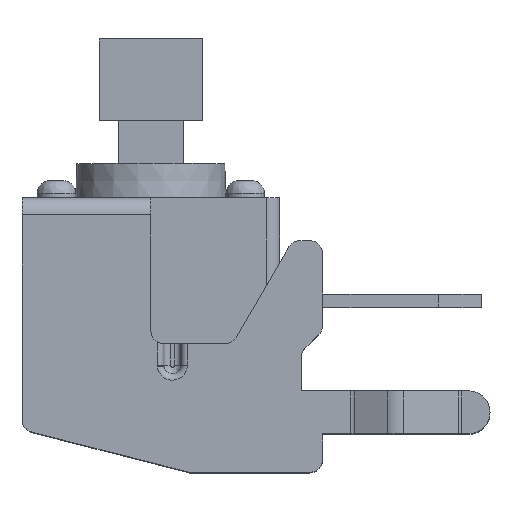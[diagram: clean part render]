
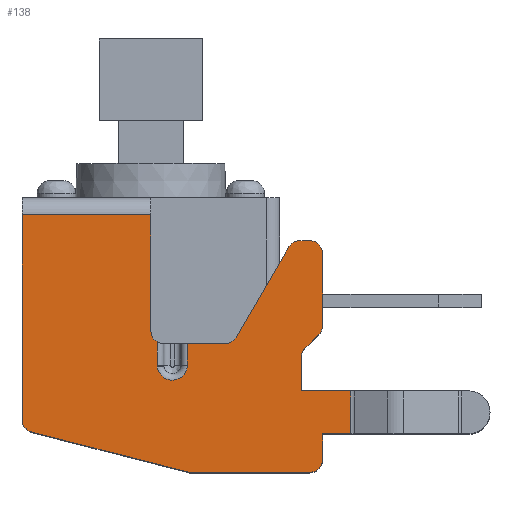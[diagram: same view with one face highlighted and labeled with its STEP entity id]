
A CAD part, top view. The second image highlights one B-rep face of the part: STEP entity #138.
In plain terms, the highlighted planar face has unit normal (0, 0, 1).
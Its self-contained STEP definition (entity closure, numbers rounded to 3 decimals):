
#138=ADVANCED_FACE('',(#908),#909,.F.);
#908=FACE_OUTER_BOUND('',#2513,.T.);
#909=PLANE('',#2514);
#2513=EDGE_LOOP('',(#4870,#4871,#4872,#4873,#4874,#4875,#4876,#4877,#4878,#4879,#4880,#4881,#4882,#4883,#4884,#4885,#4886,#4887,#4888,#4889,#4890,#4891,#4892,#4893,#4894,#4895,#4896));
#2514=AXIS2_PLACEMENT_3D('',#4897,#4898,#4899);
#4870=ORIENTED_EDGE('',*,*,#9431,.T.);
#4871=ORIENTED_EDGE('',*,*,#9427,.F.);
#4872=ORIENTED_EDGE('',*,*,#10018,.T.);
#4873=ORIENTED_EDGE('',*,*,#10019,.F.);
#4874=ORIENTED_EDGE('',*,*,#10020,.T.);
#4875=ORIENTED_EDGE('',*,*,#10021,.F.);
#4876=ORIENTED_EDGE('',*,*,#10022,.F.);
#4877=ORIENTED_EDGE('',*,*,#10023,.T.);
#4878=ORIENTED_EDGE('',*,*,#10024,.F.);
#4879=ORIENTED_EDGE('',*,*,#10025,.F.);
#4880=ORIENTED_EDGE('',*,*,#10026,.F.);
#4881=ORIENTED_EDGE('',*,*,#10027,.F.);
#4882=ORIENTED_EDGE('',*,*,#10028,.T.);
#4883=ORIENTED_EDGE('',*,*,#10029,.T.);
#4884=ORIENTED_EDGE('',*,*,#10030,.T.);
#4885=ORIENTED_EDGE('',*,*,#10031,.T.);
#4886=ORIENTED_EDGE('',*,*,#10032,.F.);
#4887=ORIENTED_EDGE('',*,*,#10033,.T.);
#4888=ORIENTED_EDGE('',*,*,#10034,.F.);
#4889=ORIENTED_EDGE('',*,*,#10035,.T.);
#4890=ORIENTED_EDGE('',*,*,#10036,.F.);
#4891=ORIENTED_EDGE('',*,*,#10037,.T.);
#4892=ORIENTED_EDGE('',*,*,#9444,.F.);
#4893=ORIENTED_EDGE('',*,*,#10038,.T.);
#4894=ORIENTED_EDGE('',*,*,#9316,.T.);
#4895=ORIENTED_EDGE('',*,*,#10039,.T.);
#4896=ORIENTED_EDGE('',*,*,#9433,.T.);
#4897=CARTESIAN_POINT('',(0.0,0.0,3.75));
#4898=DIRECTION('',(0.0,0.0,-1.0));
#4899=DIRECTION('',(0.0,-1.0,0.0));
#9316=EDGE_CURVE('',#11170,#11167,#11171,.T.);
#9427=EDGE_CURVE('',#11370,#11372,#11373,.T.);
#9431=EDGE_CURVE('',#11379,#11372,#11380,.T.);
#9433=EDGE_CURVE('',#11382,#11379,#11383,.T.);
#9444=EDGE_CURVE('',#11400,#11402,#11403,.T.);
#10018=EDGE_CURVE('',#11370,#12496,#12498,.T.);
#10019=EDGE_CURVE('',#12499,#12496,#12500,.T.);
#10020=EDGE_CURVE('',#12499,#12501,#12502,.T.);
#10021=EDGE_CURVE('',#12503,#12501,#12504,.T.);
#10022=EDGE_CURVE('',#12505,#12503,#12506,.T.);
#10023=EDGE_CURVE('',#12505,#12507,#12508,.T.);
#10024=EDGE_CURVE('',#12509,#12507,#12510,.T.);
#10025=EDGE_CURVE('',#12511,#12509,#12512,.T.);
#10026=EDGE_CURVE('',#12513,#12511,#12514,.T.);
#10027=EDGE_CURVE('',#12515,#12513,#12516,.T.);
#10028=EDGE_CURVE('',#12515,#12517,#12518,.T.);
#10029=EDGE_CURVE('',#12517,#12519,#12520,.T.);
#10030=EDGE_CURVE('',#12519,#12521,#12522,.T.);
#10031=EDGE_CURVE('',#12521,#12523,#12524,.T.);
#10032=EDGE_CURVE('',#12525,#12523,#12526,.T.);
#10033=EDGE_CURVE('',#12525,#12527,#12528,.T.);
#10034=EDGE_CURVE('',#12529,#12527,#12530,.T.);
#10035=EDGE_CURVE('',#12529,#12531,#12532,.T.);
#10036=EDGE_CURVE('',#12533,#12531,#12534,.T.);
#10037=EDGE_CURVE('',#12533,#11402,#12535,.T.);
#10038=EDGE_CURVE('',#11400,#11170,#12536,.T.);
#10039=EDGE_CURVE('',#11167,#11382,#12537,.T.);
#11167=VERTEX_POINT('',#14225);
#11170=VERTEX_POINT('',#14228);
#11171=CIRCLE('',#14229,0.35);
#11370=VERTEX_POINT('',#14490);
#11372=VERTEX_POINT('',#14492);
#11373=LINE('',#14493,#14494);
#11379=VERTEX_POINT('',#14502);
#11380=CIRCLE('',#14503,0.3);
#11382=VERTEX_POINT('',#14512);
#11383=LINE('',#14513,#14514);
#11400=VERTEX_POINT('',#14536);
#11402=VERTEX_POINT('',#14538);
#11403=LINE('',#14539,#14540);
#12496=VERTEX_POINT('',#16134);
#12498=LINE('',#16136,#16137);
#12499=VERTEX_POINT('',#16138);
#12500=LINE('',#16139,#16140);
#12501=VERTEX_POINT('',#16141);
#12502=CIRCLE('',#16142,0.3);
#12503=VERTEX_POINT('',#16143);
#12504=LINE('',#16144,#16145);
#12505=VERTEX_POINT('',#16146);
#12506=LINE('',#16147,#16148);
#12507=VERTEX_POINT('',#16149);
#12508=CIRCLE('',#16150,0.3);
#12509=VERTEX_POINT('',#16151);
#12510=LINE('',#16152,#16153);
#12511=VERTEX_POINT('',#16154);
#12512=LINE('',#16155,#16156);
#12513=VERTEX_POINT('',#16157);
#12514=LINE('',#16158,#16159);
#12515=VERTEX_POINT('',#16160);
#12516=LINE('',#16161,#16162);
#12517=VERTEX_POINT('',#16163);
#12518=LINE('',#16164,#16165);
#12519=VERTEX_POINT('',#16166);
#12520=CIRCLE('',#16167,0.3);
#12521=VERTEX_POINT('',#16168);
#12522=LINE('',#16169,#16170);
#12523=VERTEX_POINT('',#16171);
#12524=CIRCLE('',#16172,0.3);
#12525=VERTEX_POINT('',#16173);
#12526=LINE('',#16174,#16175);
#12527=VERTEX_POINT('',#16176);
#12528=CIRCLE('',#16177,0.3);
#12529=VERTEX_POINT('',#16178);
#12530=LINE('',#16179,#16180);
#12531=VERTEX_POINT('',#16181);
#12532=CIRCLE('',#16182,0.3);
#12533=VERTEX_POINT('',#16183);
#12534=LINE('',#16184,#16185);
#12535=CIRCLE('',#16186,0.3);
#12536=LINE('',#16187,#16188);
#12537=CIRCLE('',#16189,0.35);
#14225=CARTESIAN_POINT('',(0.152,-0.342,3.75));
#14228=CARTESIAN_POINT('',(0.85,-0.3,3.75));
#14229=AXIS2_PLACEMENT_3D('',#18914,#18915,#18916);
#14490=CARTESIAN_POINT('',(0.0,3.2,3.75));
#14492=CARTESIAN_POINT('',(0.0,0.5,3.75));
#14493=CARTESIAN_POINT('',(0.0,3.2,3.75));
#14494=VECTOR('',#19123,2.7);
#14502=CARTESIAN_POINT('',(0.15,0.24,3.75));
#14503=AXIS2_PLACEMENT_3D('',#19129,#19130,#19131);
#14512=CARTESIAN_POINT('',(0.15,-0.3,3.75));
#14513=CARTESIAN_POINT('',(0.15,-0.3,3.75));
#14514=VECTOR('',#19132,0.54);
#14536=CARTESIAN_POINT('',(0.85,0.2,3.75));
#14538=CARTESIAN_POINT('',(1.728,0.2,3.75));
#14539=CARTESIAN_POINT('',(0.85,0.2,3.75));
#14540=VECTOR('',#19153,0.878);
#16134=CARTESIAN_POINT('',(-3.0,3.2,3.75));
#16136=CARTESIAN_POINT('',(0.0,3.2,3.75));
#16137=VECTOR('',#19871,3.0);
#16138=CARTESIAN_POINT('',(-3.0,-1.567,3.75));
#16139=CARTESIAN_POINT('',(-3.0,-1.567,3.75));
#16140=VECTOR('',#19872,4.767);
#16141=CARTESIAN_POINT('',(-2.775,-1.858,3.75));
#16142=AXIS2_PLACEMENT_3D('',#19873,#19874,#19875);
#16143=CARTESIAN_POINT('',(0.9,-2.8,3.75));
#16144=CARTESIAN_POINT('',(0.9,-2.8,3.75));
#16145=VECTOR('',#19876,3.793);
#16146=CARTESIAN_POINT('',(3.7,-2.8,3.75));
#16147=CARTESIAN_POINT('',(3.7,-2.8,3.75));
#16148=VECTOR('',#19877,2.8);
#16149=CARTESIAN_POINT('',(4.0,-2.5,3.75));
#16150=AXIS2_PLACEMENT_3D('',#19878,#19879,#19880);
#16151=CARTESIAN_POINT('',(4.0,-1.9,3.75));
#16152=CARTESIAN_POINT('',(4.0,-1.9,3.75));
#16153=VECTOR('',#19881,0.6);
#16154=CARTESIAN_POINT('',(4.657,-1.9,3.75));
#16155=CARTESIAN_POINT('',(4.657,-1.9,3.75));
#16156=VECTOR('',#19882,0.657);
#16157=CARTESIAN_POINT('',(4.657,-0.9,3.75));
#16158=CARTESIAN_POINT('',(4.657,-0.9,3.75));
#16159=VECTOR('',#19883,1.0);
#16160=CARTESIAN_POINT('',(3.5,-0.9,3.75));
#16161=CARTESIAN_POINT('',(3.5,-0.9,3.75));
#16162=VECTOR('',#19884,1.157);
#16163=CARTESIAN_POINT('',(3.5,-0.124,3.75));
#16164=CARTESIAN_POINT('',(3.5,-0.9,3.75));
#16165=VECTOR('',#19885,0.776);
#16166=CARTESIAN_POINT('',(3.588,0.088,3.75));
#16167=AXIS2_PLACEMENT_3D('',#19886,#19887,#19888);
#16168=CARTESIAN_POINT('',(3.912,0.412,3.75));
#16169=CARTESIAN_POINT('',(3.588,0.088,3.75));
#16170=VECTOR('',#19889,0.459);
#16171=CARTESIAN_POINT('',(4.0,0.624,3.75));
#16172=AXIS2_PLACEMENT_3D('',#19890,#19891,#19892);
#16173=CARTESIAN_POINT('',(4.0,2.3,3.75));
#16174=CARTESIAN_POINT('',(4.0,2.3,3.75));
#16175=VECTOR('',#19893,1.676);
#16176=CARTESIAN_POINT('',(3.7,2.6,3.75));
#16177=AXIS2_PLACEMENT_3D('',#19894,#19895,#19896);
#16178=CARTESIAN_POINT('',(3.472,2.6,3.75));
#16179=CARTESIAN_POINT('',(3.472,2.6,3.75));
#16180=VECTOR('',#19897,0.228);
#16181=CARTESIAN_POINT('',(3.213,2.451,3.75));
#16182=AXIS2_PLACEMENT_3D('',#19898,#19899,#19900);
#16183=CARTESIAN_POINT('',(1.987,0.349,3.75));
#16184=CARTESIAN_POINT('',(1.987,0.349,3.75));
#16185=VECTOR('',#19901,2.434);
#16186=AXIS2_PLACEMENT_3D('',#19902,#19903,#19904);
#16187=CARTESIAN_POINT('',(0.85,0.2,3.75));
#16188=VECTOR('',#19905,0.5);
#16189=AXIS2_PLACEMENT_3D('',#19906,#19907,#19908);
#18914=CARTESIAN_POINT('',(0.5,-0.3,3.75));
#18915=DIRECTION('',(0.0,0.0,-1.0));
#18916=DIRECTION('',(1.0,0.0,0.0));
#19123=DIRECTION('',(0.0,-1.0,0.0));
#19129=CARTESIAN_POINT('',(0.3,0.5,3.75));
#19130=DIRECTION('',(-0.0,0.0,-1.0));
#19131=DIRECTION('',(-0.5,-0.866,0.0));
#19132=DIRECTION('',(0.,1.0,0.0));
#19153=DIRECTION('',(1.0,0.0,0.0));
#19871=DIRECTION('',(-1.0,0.0,0.0));
#19872=DIRECTION('',(0.0,1.0,0.0));
#19873=CARTESIAN_POINT('',(-2.7,-1.567,3.75));
#19874=DIRECTION('',(0.0,0.0,1.0));
#19875=DIRECTION('',(-1.0,0.0,0.0));
#19876=DIRECTION('',(-0.969,0.248,0.0));
#19877=DIRECTION('',(-1.0,0.0,0.0));
#19878=CARTESIAN_POINT('',(3.7,-2.5,3.75));
#19879=DIRECTION('',(0.0,0.0,1.0));
#19880=DIRECTION('',(0.0,-1.0,0.0));
#19881=DIRECTION('',(0.0,-1.0,0.0));
#19882=DIRECTION('',(-1.0,0.0,0.0));
#19883=DIRECTION('',(0.0,-1.0,0.0));
#19884=DIRECTION('',(1.0,0.0,0.0));
#19885=DIRECTION('',(0.0,1.0,0.0));
#19886=CARTESIAN_POINT('',(3.8,-0.124,3.75));
#19887=DIRECTION('',(0.0,0.0,-1.0));
#19888=DIRECTION('',(-1.0,0.0,0.0));
#19889=DIRECTION('',(0.707,0.707,0.0));
#19890=CARTESIAN_POINT('',(3.7,0.624,3.75));
#19891=DIRECTION('',(0.0,0.0,1.0));
#19892=DIRECTION('',(0.707,-0.707,0.0));
#19893=DIRECTION('',(0.0,-1.0,0.0));
#19894=CARTESIAN_POINT('',(3.7,2.3,3.75));
#19895=DIRECTION('',(0.0,0.0,1.0));
#19896=DIRECTION('',(1.0,0.0,0.0));
#19897=DIRECTION('',(1.0,0.0,0.0));
#19898=CARTESIAN_POINT('',(3.472,2.3,3.75));
#19899=DIRECTION('',(0.0,-0.0,1.0));
#19900=DIRECTION('',(0.0,1.0,0.0));
#19901=DIRECTION('',(0.504,0.864,0.0));
#19902=CARTESIAN_POINT('',(1.728,0.5,3.75));
#19903=DIRECTION('',(0.0,0.0,-1.0));
#19904=DIRECTION('',(0.864,-0.504,0.0));
#19905=DIRECTION('',(0.,-1.0,0.0));
#19906=CARTESIAN_POINT('',(0.5,-0.3,3.75));
#19907=DIRECTION('',(0.0,0.0,-1.0));
#19908=DIRECTION('',(1.0,0.0,0.0));
